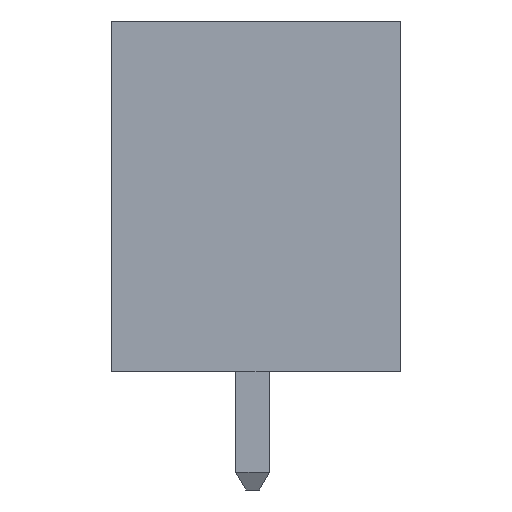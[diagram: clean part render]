
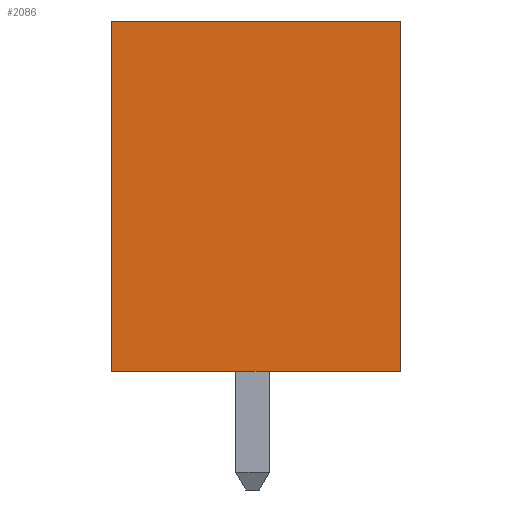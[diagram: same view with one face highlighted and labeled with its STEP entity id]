
A CAD part, left-side view. The second image highlights one B-rep face of the part: STEP entity #2086.
In plain terms, the highlighted planar face has unit normal (-1, 0, 0).
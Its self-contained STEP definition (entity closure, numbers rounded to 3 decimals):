
#200 = DIRECTION ( 'NONE',  ( 0., -1., 0. ) ) ;
#227 = CARTESIAN_POINT ( 'NONE',  ( -15.2, 4.15, 0. ) ) ;
#343 = AXIS2_PLACEMENT_3D ( 'NONE', #1047, #3629, #1850 ) ;
#395 = CARTESIAN_POINT ( 'NONE',  ( -15.2, -4.35, 10.3 ) ) ;
#397 = CARTESIAN_POINT ( 'NONE',  ( -15.2, 4.15, 10.3 ) ) ;
#434 = ORIENTED_EDGE ( 'NONE', *, *, #2778, .T. ) ;
#446 = VERTEX_POINT ( 'NONE', #227 ) ;
#474 = VECTOR ( 'NONE', #2493, 1000. ) ;
#533 = LINE ( 'NONE', #1073, #791 ) ;
#692 = LINE ( 'NONE', #397, #474 ) ;
#791 = VECTOR ( 'NONE', #2522, 1000. ) ;
#833 = VERTEX_POINT ( 'NONE', #395 ) ;
#865 = EDGE_LOOP ( 'NONE', ( #434, #2808, #2932, #2686 ) ) ;
#899 = CARTESIAN_POINT ( 'NONE',  ( -15.2, -4.35, 10.3 ) ) ;
#1047 = CARTESIAN_POINT ( 'NONE',  ( -15.2, 4.15, 10.3 ) ) ;
#1073 = CARTESIAN_POINT ( 'NONE',  ( -15.2, 4.15, 10.3 ) ) ;
#1354 = CARTESIAN_POINT ( 'NONE',  ( -15.2, -4.35, 0. ) ) ;
#1395 = LINE ( 'NONE', #1675, #2276 ) ;
#1441 = EDGE_CURVE ( 'NONE', #833, #3605, #2664, .T. ) ;
#1675 = CARTESIAN_POINT ( 'NONE',  ( -15.2, 4.15, 0. ) ) ;
#1850 = DIRECTION ( 'NONE',  ( 0., 1., 0. ) ) ;
#2038 = DIRECTION ( 'NONE',  ( 0., 0., -1. ) ) ;
#2086 = ADVANCED_FACE ( 'NONE', ( #3690 ), #3650, .F. ) ;
#2126 = EDGE_CURVE ( 'NONE', #2655, #446, #692, .T. ) ;
#2276 = VECTOR ( 'NONE', #200, 1000. ) ;
#2297 = CARTESIAN_POINT ( 'NONE',  ( -15.2, 4.15, 10.3 ) ) ;
#2493 = DIRECTION ( 'NONE',  ( 0., 0., -1. ) ) ;
#2522 = DIRECTION ( 'NONE',  ( 0., -1., 0. ) ) ;
#2562 = EDGE_CURVE ( 'NONE', #2655, #833, #533, .T. ) ;
#2655 = VERTEX_POINT ( 'NONE', #2297 ) ;
#2664 = LINE ( 'NONE', #899, #3827 ) ;
#2686 = ORIENTED_EDGE ( 'NONE', *, *, #2126, .T. ) ;
#2778 = EDGE_CURVE ( 'NONE', #446, #3605, #1395, .T. ) ;
#2808 = ORIENTED_EDGE ( 'NONE', *, *, #1441, .F. ) ;
#2932 = ORIENTED_EDGE ( 'NONE', *, *, #2562, .F. ) ;
#3605 = VERTEX_POINT ( 'NONE', #1354 ) ;
#3629 = DIRECTION ( 'NONE',  ( 1., 0., 0. ) ) ;
#3650 = PLANE ( 'NONE',  #343 ) ;
#3690 = FACE_OUTER_BOUND ( 'NONE', #865, .T. ) ;
#3827 = VECTOR ( 'NONE', #2038, 1000. ) ;
